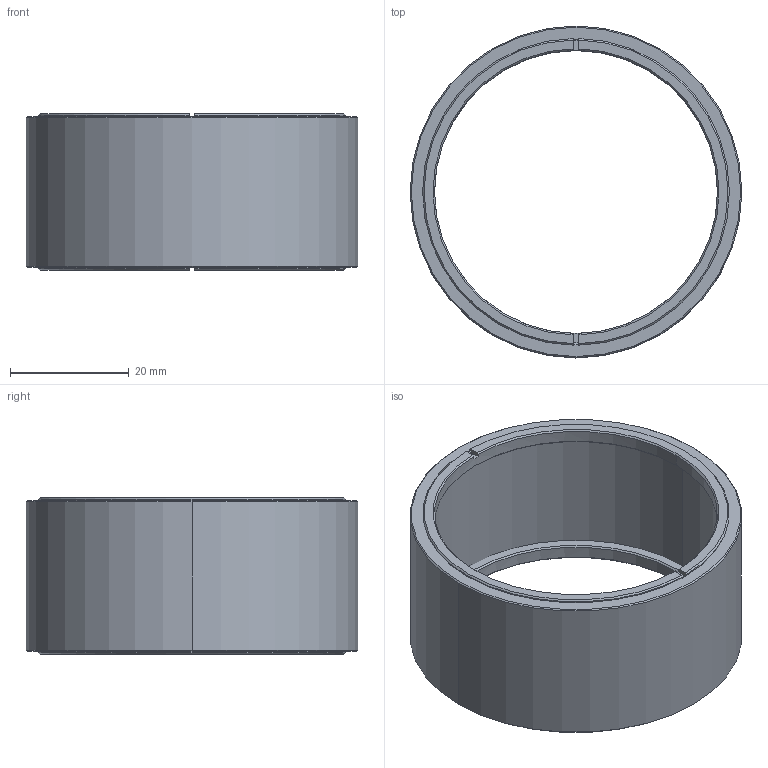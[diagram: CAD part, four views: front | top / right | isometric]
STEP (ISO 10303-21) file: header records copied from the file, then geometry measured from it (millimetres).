
FILE_DESCRIPTION (( 'STEP AP214' ), '1' );
FILE_NAME ('1.7.2.15_ZTZ-2-1.0_SM2标准型1.0英寸直筒式透镜套筒.STEP', '2021-07-27T08:25:10', ( 'Microsoft' ), ( 'Microsoft' ), 'SwSTEP 2.0', 'SolidWorks 2018', '' );
FILE_SCHEMA (( 'AUTOMOTIVE_DESIGN' ));
Length unit declared in the file: millimetre
Products named in the file (1): 1.7.2.15_ZTZ-2-1.0_SM2标准型1.0英寸直筒式透镜套筒
Bounding box: 55.9 x 55.9 x 26.4 mm (x, y, z)
Surface area: 11782.8 mm2 (no closed solid volume)
Topology: 0 solids, 3 shells, 56 faces, 144 edges, 92 vertices
Faces by surface type: cone 24, plane 20, cylinder 12
Entity records: 2373 total; most frequent: CARTESIAN_POINT 341, DIRECTION 310, ORIENTED_EDGE 280, EDGE_CURVE 144, AXIS2_PLACEMENT_3D 125, VERTEX_POINT 92, CIRCLE 68, EDGE_LOOP 60
